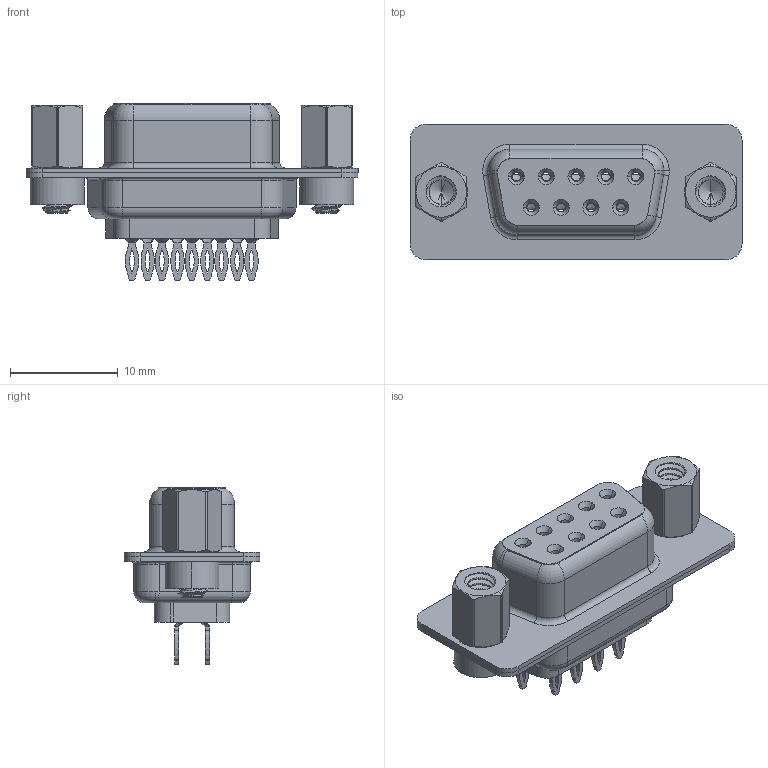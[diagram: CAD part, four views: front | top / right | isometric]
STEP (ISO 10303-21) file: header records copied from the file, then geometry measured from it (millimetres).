
FILE_DESCRIPTION (( 'STEP AP203' ), '1' );
FILE_NAME ('628-009-226-243.STEP', '2020-07-13T19:06:16', ( '' ), ( '' ), 'SwSTEP 2.0', 'SolidWorks 2020', '' );
FILE_SCHEMA (( 'CONFIG_CONTROL_DESIGN' ));
Length unit declared in the file: millimetre
Products named in the file (8): 628 Shell Rear_09 Contacts; 628 4-40 Hex Standoff; 628 Contact Row 2_26L; 628 Housing_09 LP; 628 Contact Row 1_26L; 628 4-40 Threaded Rivet; 628-009-226-243; 628 Shell Front_09 Contacts
Assembly tree (16 placements, depth 2):
  628-009-226-243
    628 Housing_09 LP
    628 Shell Front_09 Contacts
    628 Shell Rear_09 Contacts
    628 Contact Row 1_26L  x5
    628 Contact Row 2_26L  x4
    628 4-40 Threaded Rivet  x2
    628 4-40 Hex Standoff  x2
Bounding box: 30.8 x 12.6 x 16.45 mm (x, y, z)
Volume: 1965.1 mm3; surface area: 4949.5 mm2
Topology: 16 solids, 16 shells, 1310 faces, 3309 edges, 2069 vertices
Faces by surface type: cylinder 450, plane 332, bspline 234, torus 219, cone 75
Entity records: 24604 total; most frequent: CARTESIAN_POINT 9640, ORIENTED_EDGE 2950, DIRECTION 2897, EDGE_CURVE 1475, AXIS2_PLACEMENT_3D 1180, VERTEX_POINT 927, EDGE_LOOP 674, CIRCLE 618
